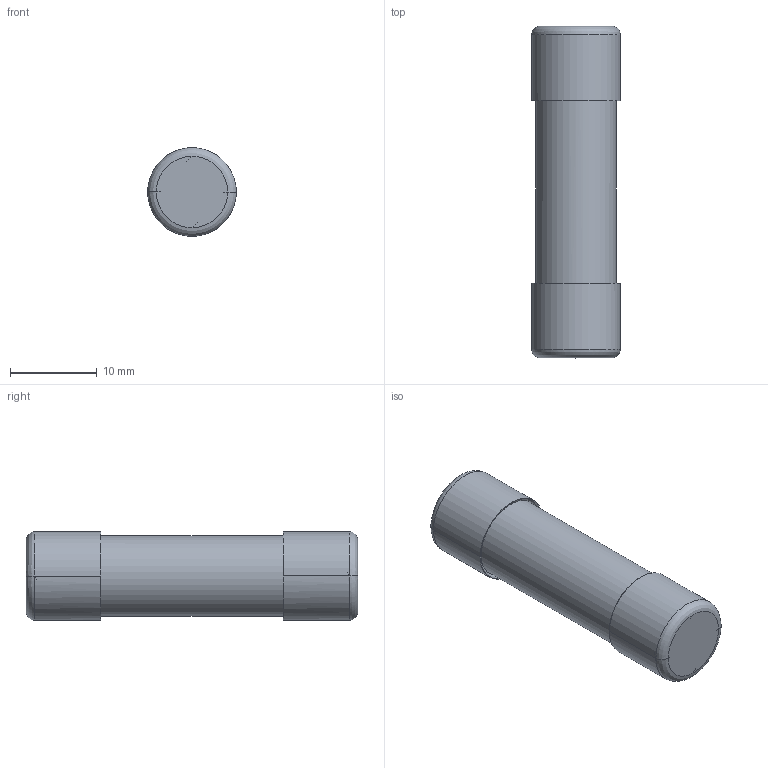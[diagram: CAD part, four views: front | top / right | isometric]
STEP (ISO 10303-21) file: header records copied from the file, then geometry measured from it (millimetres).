
FILE_DESCRIPTION((''),'2;1');
FILE_NAME('CH10X38SUGPV_1000V_ASM_1_Duplicate1.stp', '2025-05-06T04:32:45',('User'),('SDRC'),'I-DEAS Master Series','UNIX','Yes');
FILE_SCHEMA(('CONFIG_CONTROL_DESIGN', 'GEOMETRIC_VALIDATION_PROPERTIES_MIM','SHAPE_APPEARANCE_LAYER_MIM'));
Length unit declared in the file: millimetre
Assembly tree (5 placements, depth 0):
Bounding box: 10.2 x 38.2 x 10.2 mm (x, y, z)
Volume: 2333.3 mm3; surface area: 2839.9 mm2
Topology: 1 solids, 3 shells, 35 faces, 79 edges, 46 vertices
Faces by surface type: bspline 35
Entity records: 2991 total; most frequent: CARTESIAN_POINT 1682, ORIENTED_EDGE 146, EDGE_CURVE 79, PERSON 58, ORGANIZATION 58, PERSON_AND_ORGANIZATION 58, VERTEX_POINT 46, CALENDAR_DATE 40
